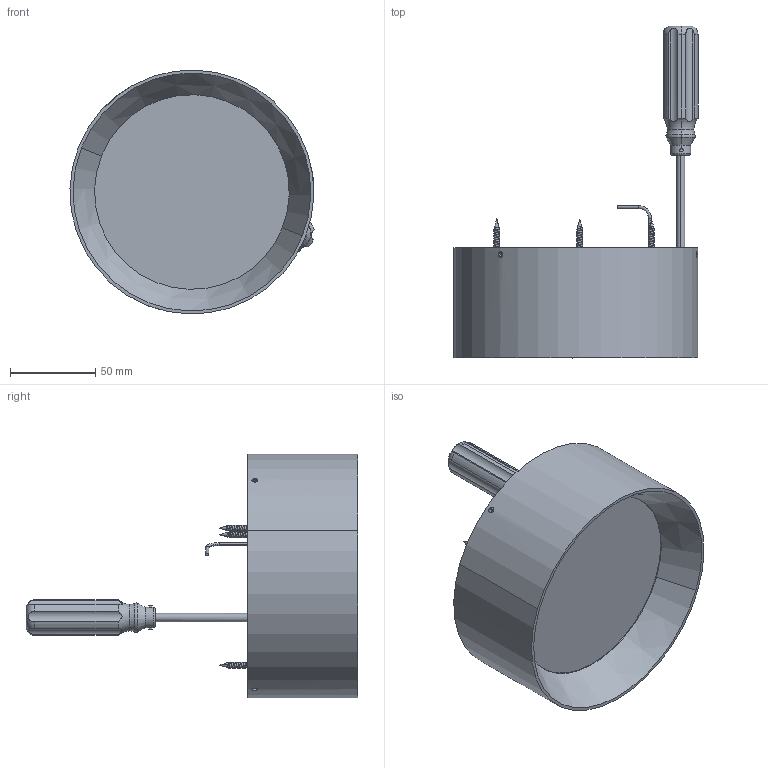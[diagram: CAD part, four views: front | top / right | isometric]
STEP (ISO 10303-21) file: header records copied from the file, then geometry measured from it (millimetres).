
FILE_DESCRIPTION (( 'STEP AP214' ), '1' );
FILE_NAME ('SWG-PAN-SU1510.STEP', '2020-05-28T02:58:21', ( 'user' ), ( '' ), 'SwSTEP 2.0', 'SolidWorks 2017', '' );
FILE_SCHEMA (( 'AUTOMOTIVE_DESIGN' ));
Length unit declared in the file: millimetre
Products named in the file (24): PAN-15W-扩散板（珠面）; M4X6囀鞠褒蹟佪; PAN-SU1510-柲階啣; VIL-安全卡扣; HEP 4725驱动; PAN-15W-孺汃情臚え; PAN-15W-毀嫖祧; 坋趼蹟佪絮; PAN-15W 腑湍; 0.3す源X10CM酗綻盄; FAFA -T01-15W-綴裔; M4X25沉头十字自攻螺丝; 50X30漆蹬ㄗ窪伎ㄘ; M3俋喘貌侗; ￠1.0X150安全线; SWG-PAN-SU1510; M3X6埴芛坋趼蹟佪; M3X3埴芛坋趼蹟佪; PAN-SU1510-腑极; 内径4，护线胶圈; 僭倛揤盄啣; M3X4埴芛囀鞠褒蹟佪; 125X2胶圈; PAN-15W-絳嫖啣
Assembly tree (42 placements, depth 2):
  SWG-PAN-SU1510
    50X30漆蹬ㄗ窪伎ㄘ
    FAFA -T01-15W-綴裔
    PAN-15W 腑湍
    PAN-15W-毀嫖祧
    PAN-15W-孺汃情臚え
    HEP 4725驱动
    VIL-安全卡扣
    PAN-SU1510-柲階啣
    M4X6囀鞠褒蹟佪  x3
    PAN-15W-扩散板（珠面）
    PAN-15W-絳嫖啣
    125X2胶圈
    M3X4埴芛囀鞠褒蹟佪  x2
    僭倛揤盄啣
    内径4，护线胶圈
    PAN-SU1510-腑极
    M3X3埴芛坋趼蹟佪  x7
    M3X6埴芛坋趼蹟佪  x8
    ￠1.0X150安全线  x2
    M3俋喘貌侗
    M4X25沉头十字自攻螺丝  x3
    0.3す源X10CM酗綻盄
    坋趼蹟佪絮
Bounding box: 143.53 x 195.18 x 143.44 mm (x, y, z)
Volume: 322265.4 mm3; surface area: 249897.1 mm2
Topology: 42 solids, 42 shells, 1354 faces, 3318 edges, 2155 vertices
Faces by surface type: plane 747, cylinder 324, bspline 123, torus 82, cone 76, sphere 2
Entity records: 29403 total; most frequent: CARTESIAN_POINT 8206, DIRECTION 4166, ORIENTED_EDGE 3980, EDGE_CURVE 1990, AXIS2_PLACEMENT_3D 1490, VERTEX_POINT 1300, LINE 1186, VECTOR 1186
